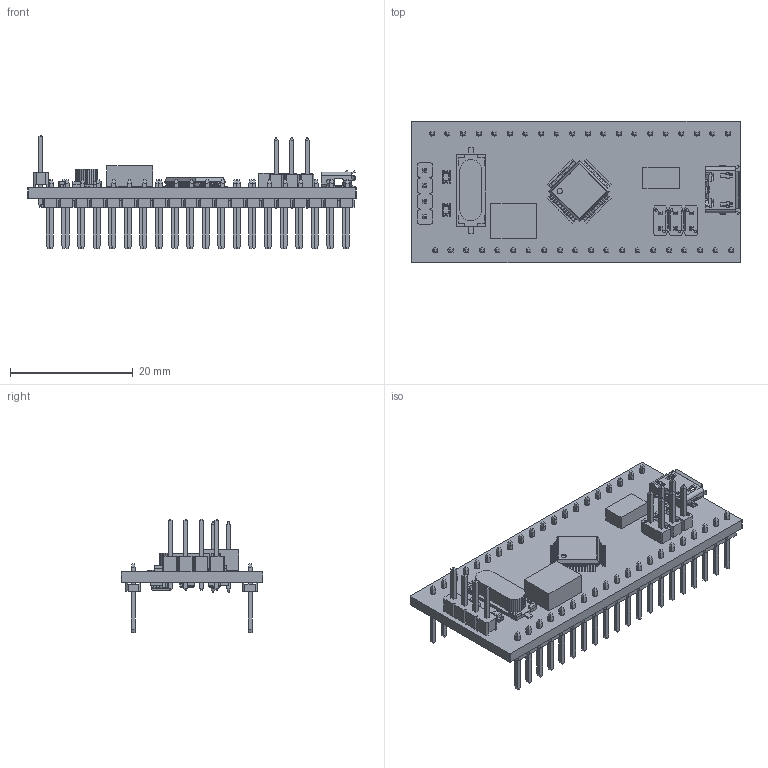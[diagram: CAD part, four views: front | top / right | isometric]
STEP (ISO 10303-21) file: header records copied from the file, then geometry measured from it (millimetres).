
FILE_DESCRIPTION(('Open CASCADE Model'),'2;1');
FILE_NAME('Open CASCADE Shape Model','2024-03-23T02:46:20',('Author'),( 'Open CASCADE'),'Open CASCADE STEP processor 7.5','Open CASCADE 7.5' ,'Unknown');
FILE_SCHEMA(('AUTOMOTIVE_DESIGN { 1 0 10303 214 1 1 1 1 }'));
Length unit declared in the file: millimetre
Products named in the file (76): PCB; Board; Open CASCADE STEP translator 7.5 1.1.1; J1; zx62-b-5pa_33__RGB8421504; R7; RES0805; Y2; 6103069696; Extruded; Y1; 6103068496; 6103069536; 6103069296; 6103069136; 6103068976; 6103068816; 6103068656; U1; 6033584752; Body; PinsArrayLR; PinsArrayTB; SW1; 6103070016; REG1; User Library-SOT-23-5; User Library-SOT-23-5_pin_SOT_sot-23-6_1; User Library-SOT-23-5_body_sot23-6_1; R6; R5; R4; R3; R2; R1; LED2; led_0805; LED1; J5; 77313-118-06lf ...
Assembly tree (98 placements, depth 4):
  PCB
    Board
      Open CASCADE STEP translator 7.5 1.1.1
    J1
      zx62-b-5pa_33__RGB8421504
    R7
      RES0805
    Y2
      6103069696
        Extruded
    Y1
      6103068496
        Extruded
      6103069536  x2
        Extruded
      6103069296
        Extruded
      6103069136
        Extruded
      6103068976
        Extruded
      6103068816
        Extruded
      6103068656
        Extruded
    U1
      6033584752
        Body
        PinsArrayLR
        PinsArrayTB
    SW1
      6103070016
        Extruded
    REG1
      User Library-SOT-23-5
        User Library-SOT-23-5_pin_SOT_sot-23-6_1  x5
        User Library-SOT-23-5_body_sot23-6_1
    R6
      RES0805
    R5
      RES0805
    R4
      RES0805
    R3
      RES0805
    R2
      RES0805
    R1
      RES0805
    LED2
      led_0805
    LED1
      led_0805
    J5
      77313-118-06lf
        Open CASCADE STEP translator 7.5 1.17.1.1
        Open CASCADE STEP translator 7.5 1.17.1.2
        Open CASCADE STEP translator 7.5 1.17.1.3
        Open CASCADE STEP translator 7.5 1.17.1.4
        Open CASCADE STEP translator 7.5 1.17.1.5
Bounding box: 53.59 x 23.11 x 18.44 mm (x, y, z)
Volume: 3152.7 mm3; surface area: 6622.9 mm2
Topology: 122 solids, 122 shells, 4148 faces, 10577 edges, 6713 vertices
Faces by surface type: plane 2719, cylinder 693, bspline 631, sphere 96, cone 8, torus 1
Full cylindrical faces by diameter (mm): 0.8 x44, 0.875 x1, 0.9 x6
Entity records: 78540 total; most frequent: CARTESIAN_POINT 17047, ORIENTED_EDGE 12156, DIRECTION 11435, EDGE_CURVE 6078, LINE 4871, VECTOR 4871, VERTEX_POINT 3943, AXIS2_PLACEMENT_3D 3282
